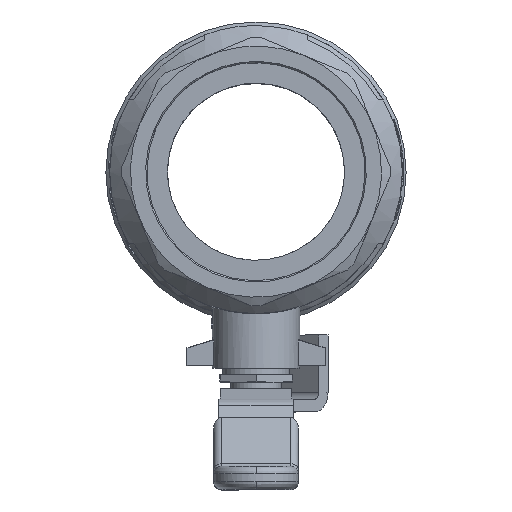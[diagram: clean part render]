
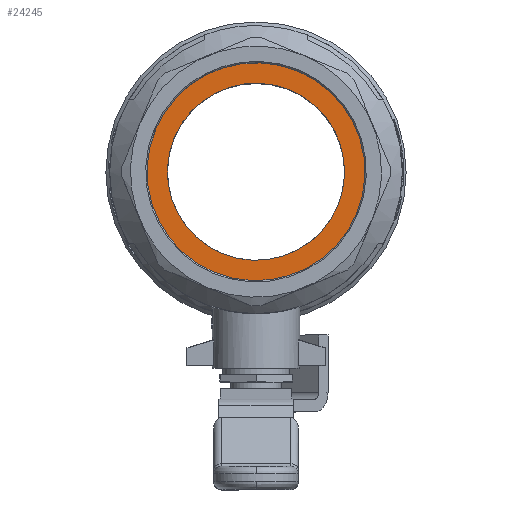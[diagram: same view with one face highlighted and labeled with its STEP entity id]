
A CAD part, top view. The second image highlights one B-rep face of the part: STEP entity #24245.
In plain terms, the highlighted planar face has unit normal (0, 0, 1).
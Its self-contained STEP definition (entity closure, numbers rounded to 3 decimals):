
#1001=PLANE('',#27561);
#11891=ORIENTED_EDGE('',*,*,#16555,.T.);
#11892=ORIENTED_EDGE('',*,*,#16301,.F.);
#16301=EDGE_CURVE('',#19192,#19192,#19982,.T.);
#16555=EDGE_CURVE('',#19347,#19347,#20033,.T.);
#19192=VERTEX_POINT('',#42678);
#19347=VERTEX_POINT('',#45310);
#19982=CIRCLE('',#27362,34.5);
#20033=CIRCLE('',#27562,42.456);
#21244=EDGE_LOOP('',(#11891));
#21245=EDGE_LOOP('',(#11892));
#22718=FACE_BOUND('',#21244,.T.);
#22719=FACE_BOUND('',#21245,.T.);
#24245=ADVANCED_FACE('',(#22718,#22719),#1001,.T.);
#27362=AXIS2_PLACEMENT_3D('',#42677,#34312,#34313);
#27561=AXIS2_PLACEMENT_3D('',#45308,#34843,#34844);
#27562=AXIS2_PLACEMENT_3D('',#45309,#34845,#34846);
#34312=DIRECTION('',(0.,0.,1.));
#34313=DIRECTION('',(0.924,-0.383,0.));
#34843=DIRECTION('',(0.,0.,1.));
#34844=DIRECTION('',(1.,0.,0.));
#34845=DIRECTION('',(0.,0.,1.));
#34846=DIRECTION('',(0.924,-0.383,0.));
#42677=CARTESIAN_POINT('',(0.,0.,3.));
#42678=CARTESIAN_POINT('',(31.874,-13.203,3.));
#45308=CARTESIAN_POINT('',(0.,0.,3.));
#45309=CARTESIAN_POINT('',(0.,0.,3.));
#45310=CARTESIAN_POINT('',(39.224,-16.247,3.));
